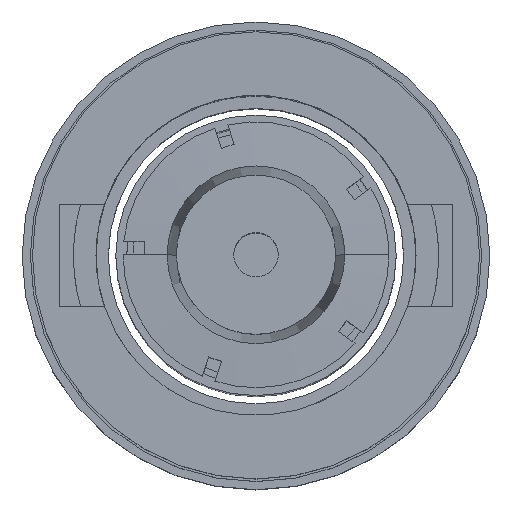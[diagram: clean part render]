
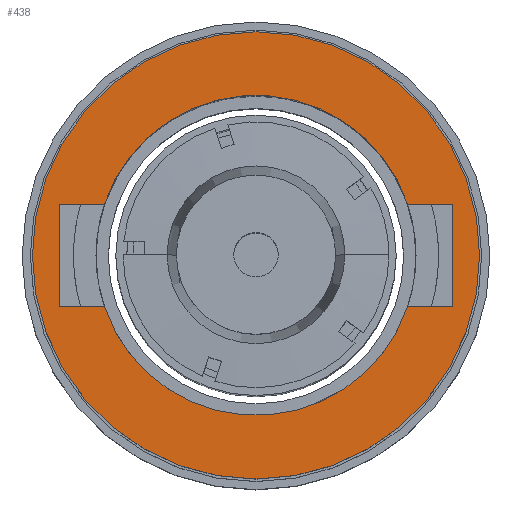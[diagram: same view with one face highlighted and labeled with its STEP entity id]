
A CAD part, top view. The second image highlights one B-rep face of the part: STEP entity #438.
In plain terms, the highlighted planar face has unit normal (0, 0, 1).
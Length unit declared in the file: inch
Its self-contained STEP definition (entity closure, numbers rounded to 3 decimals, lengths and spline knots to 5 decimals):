
#69 = VECTOR ( 'NONE', #1531, 39.37008 ) ;
#72 = LINE ( 'NONE', #1534, #69 ) ;
#86 = VECTOR ( 'NONE', #1586, 39.37008 ) ;
#87 = LINE ( 'NONE', #1588, #86 ) ;
#94 = CIRCLE ( 'NONE', #2292, 0.195 ) ;
#101 = CIRCLE ( 'NONE', #2288, 0.2725 ) ;
#110 = VECTOR ( 'NONE', #1489, 39.37008 ) ;
#112 = VECTOR ( 'NONE', #1519, 39.37008 ) ;
#114 = LINE ( 'NONE', #1506, #110 ) ;
#118 = LINE ( 'NONE', #1501, #112 ) ;
#133 = VECTOR ( 'NONE', #1505, 39.37008 ) ;
#191 = DIRECTION ( 'NONE',  ( 1., 0., 0. ) ) ;
#192 = DIRECTION ( 'NONE',  ( 0., 0., 1. ) ) ;
#194 = CARTESIAN_POINT ( 'NONE',  ( 0., 0., 1.35 ) ) ;
#292 = DIRECTION ( 'NONE',  ( 1., 0., 0. ) ) ;
#293 = DIRECTION ( 'NONE',  ( 0., 0., 1. ) ) ;
#295 = CARTESIAN_POINT ( 'NONE',  ( 0., 0., 1.35 ) ) ;
#438 = ADVANCED_FACE ( 'NONE', ( #622, #619 ), #2681, .T. ) ;
#619 = FACE_OUTER_BOUND ( 'NONE', #742, .T. ) ;
#622 = FACE_BOUND ( 'NONE', #737, .T. ) ;
#737 = EDGE_LOOP ( 'NONE', ( #2055, #2054, #2053, #2052, #2051, #2050, #2049, #2048 ) ) ;
#742 = EDGE_LOOP ( 'NONE', ( #2047, #2046 ) ) ;
#952 = DIRECTION ( 'NONE',  ( 0., -1., 0. ) ) ;
#967 = CARTESIAN_POINT ( 'NONE',  ( -0.23921, 0.0625, 1.35 ) ) ;
#1271 = VERTEX_POINT ( 'NONE', #3346 ) ;
#1273 = VERTEX_POINT ( 'NONE', #3334 ) ;
#1292 = VERTEX_POINT ( 'NONE', #3361 ) ;
#1299 = VERTEX_POINT ( 'NONE', #3367 ) ;
#1305 = VERTEX_POINT ( 'NONE', #3373 ) ;
#1314 = VERTEX_POINT ( 'NONE', #3382 ) ;
#1319 = VERTEX_POINT ( 'NONE', #3386 ) ;
#1335 = VERTEX_POINT ( 'NONE', #3402 ) ;
#1358 = VERTEX_POINT ( 'NONE', #3574 ) ;
#1397 = VERTEX_POINT ( 'NONE', #3487 ) ;
#1428 = CARTESIAN_POINT ( 'NONE',  ( 0., 0., 1.35 ) ) ;
#1429 = DIRECTION ( 'NONE',  ( 0., 0., 1. ) ) ;
#1489 = DIRECTION ( 'NONE',  ( 1., 0., 0. ) ) ;
#1501 = CARTESIAN_POINT ( 'NONE',  ( -0.23921, 0.0625, 1.35 ) ) ;
#1505 = DIRECTION ( 'NONE',  ( 0., 1., 0. ) ) ;
#1506 = CARTESIAN_POINT ( 'NONE',  ( -0.23921, -0.0625, 1.35 ) ) ;
#1519 = DIRECTION ( 'NONE',  ( -1., 0., 0. ) ) ;
#1528 = DIRECTION ( 'NONE',  ( 1., 0., 0. ) ) ;
#1531 = DIRECTION ( 'NONE',  ( -1., 0., 0. ) ) ;
#1534 = CARTESIAN_POINT ( 'NONE',  ( 0.18471, 0.0625, 1.35 ) ) ;
#1586 = DIRECTION ( 'NONE',  ( 1., 0., 0. ) ) ;
#1588 = CARTESIAN_POINT ( 'NONE',  ( 0.18471, -0.0625, 1.35 ) ) ;
#1592 = DIRECTION ( 'NONE',  ( 1., 0., 0. ) ) ;
#1593 = DIRECTION ( 'NONE',  ( 0., 0., 1. ) ) ;
#1596 = CARTESIAN_POINT ( 'NONE',  ( 0., 0., 1.35 ) ) ;
#1605 = CARTESIAN_POINT ( 'NONE',  ( 0.23921, 0.0625, 1.35 ) ) ;
#1705 = AXIS2_PLACEMENT_3D ( 'NONE', #2682, #2623, #2616 ) ;
#2046 = ORIENTED_EDGE ( 'NONE', *, *, #2913, .T. ) ;
#2047 = ORIENTED_EDGE ( 'NONE', *, *, #2821, .T. ) ;
#2048 = ORIENTED_EDGE ( 'NONE', *, *, #2799, .F. ) ;
#2049 = ORIENTED_EDGE ( 'NONE', *, *, #2843, .F. ) ;
#2050 = ORIENTED_EDGE ( 'NONE', *, *, #2827, .F. ) ;
#2051 = ORIENTED_EDGE ( 'NONE', *, *, #2812, .F. ) ;
#2052 = ORIENTED_EDGE ( 'NONE', *, *, #2785, .F. ) ;
#2053 = ORIENTED_EDGE ( 'NONE', *, *, #2813, .F. ) ;
#2054 = ORIENTED_EDGE ( 'NONE', *, *, #2932, .F. ) ;
#2055 = ORIENTED_EDGE ( 'NONE', *, *, #2832, .F. ) ;
#2288 = AXIS2_PLACEMENT_3D ( 'NONE', #1428, #1429, #1528 ) ;
#2292 = AXIS2_PLACEMENT_3D ( 'NONE', #1596, #1593, #1592 ) ;
#2303 = AXIS2_PLACEMENT_3D ( 'NONE', #295, #293, #292 ) ;
#2309 = AXIS2_PLACEMENT_3D ( 'NONE', #194, #192, #191 ) ;
#2414 = CIRCLE ( 'NONE', #2309, 0.195 ) ;
#2435 = CIRCLE ( 'NONE', #2303, 0.2725 ) ;
#2616 = DIRECTION ( 'NONE',  ( 1., 0., 0. ) ) ;
#2623 = DIRECTION ( 'NONE',  ( 0., 0., 1. ) ) ;
#2681 = PLANE ( 'NONE',  #1705 ) ;
#2682 = CARTESIAN_POINT ( 'NONE',  ( 0., 0., 1.35 ) ) ;
#2785 = EDGE_CURVE ( 'NONE', #1299, #1305, #3017, .T. ) ;
#2799 = EDGE_CURVE ( 'NONE', #1397, #1273, #2991, .T. ) ;
#2812 = EDGE_CURVE ( 'NONE', #1335, #1299, #118, .T. ) ;
#2813 = EDGE_CURVE ( 'NONE', #1305, #1358, #114, .T. ) ;
#2821 = EDGE_CURVE ( 'NONE', #1271, #1314, #101, .T. ) ;
#2827 = EDGE_CURVE ( 'NONE', #1319, #1335, #94, .T. ) ;
#2832 = EDGE_CURVE ( 'NONE', #1292, #1397, #87, .T. ) ;
#2843 = EDGE_CURVE ( 'NONE', #1273, #1319, #72, .T. ) ;
#2913 = EDGE_CURVE ( 'NONE', #1314, #1271, #2435, .T. ) ;
#2932 = EDGE_CURVE ( 'NONE', #1358, #1292, #2414, .T. ) ;
#2991 = LINE ( 'NONE', #1605, #133 ) ;
#3012 = VECTOR ( 'NONE', #952, 39.37008 ) ;
#3017 = LINE ( 'NONE', #967, #3012 ) ;
#3334 = CARTESIAN_POINT ( 'NONE',  ( 0.23921, 0.0625, 1.35 ) ) ;
#3346 = CARTESIAN_POINT ( 'NONE',  ( -0.2725, 0., 1.35 ) ) ;
#3361 = CARTESIAN_POINT ( 'NONE',  ( 0.18471, -0.0625, 1.35 ) ) ;
#3367 = CARTESIAN_POINT ( 'NONE',  ( -0.23921, 0.0625, 1.35 ) ) ;
#3373 = CARTESIAN_POINT ( 'NONE',  ( -0.23921, -0.0625, 1.35 ) ) ;
#3382 = CARTESIAN_POINT ( 'NONE',  ( 0.2725, 0., 1.35 ) ) ;
#3386 = CARTESIAN_POINT ( 'NONE',  ( 0.18471, 0.0625, 1.35 ) ) ;
#3402 = CARTESIAN_POINT ( 'NONE',  ( -0.18471, 0.0625, 1.35 ) ) ;
#3487 = CARTESIAN_POINT ( 'NONE',  ( 0.23921, -0.0625, 1.35 ) ) ;
#3574 = CARTESIAN_POINT ( 'NONE',  ( -0.18471, -0.0625, 1.35 ) ) ;
